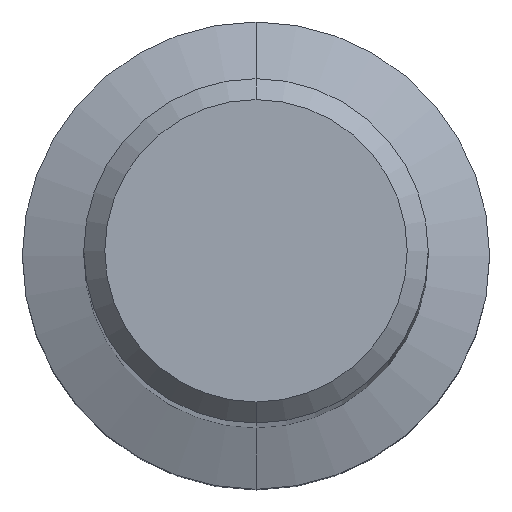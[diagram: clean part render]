
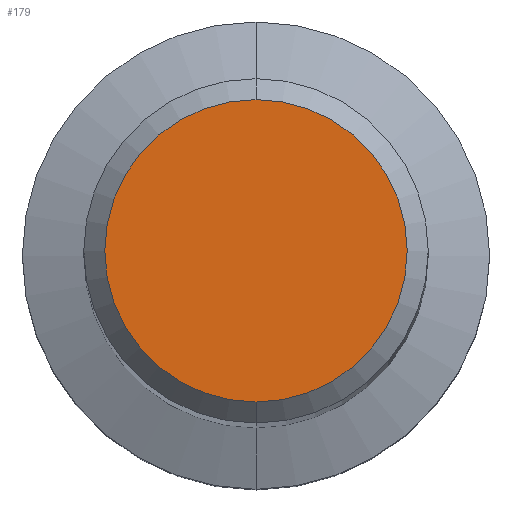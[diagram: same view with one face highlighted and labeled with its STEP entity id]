
A CAD part, top view. The second image highlights one B-rep face of the part: STEP entity #179.
In plain terms, the highlighted planar face has unit normal (0, 0, 1).
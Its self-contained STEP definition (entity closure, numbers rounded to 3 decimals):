
#133=VERTEX_POINT('',#333);
#169=EDGE_CURVE('',#133,#263,#375,.T.);
#179=ADVANCED_FACE('',(#387),#388,.T.);
#197=EDGE_CURVE('',#263,#133,#407,.T.);
#263=VERTEX_POINT('',#480);
#333=CARTESIAN_POINT('',(0.0,3.6,0.0));
#375=CIRCLE('',#605,3.6);
#387=FACE_OUTER_BOUND('',#620,.T.);
#388=PLANE('',#621);
#407=CIRCLE('',#651,3.6);
#480=CARTESIAN_POINT('',(0.,-3.6,0.0));
#605=AXIS2_PLACEMENT_3D('',#872,#873,#874);
#620=EDGE_LOOP('',(#896,#897));
#621=AXIS2_PLACEMENT_3D('',#898,#899,#900);
#651=AXIS2_PLACEMENT_3D('',#919,#920,#921);
#872=CARTESIAN_POINT('',(0.0,0.0,0.0));
#873=DIRECTION('',(0.0,0.0,-1.0));
#874=DIRECTION('',(0.0,1.0,0.0));
#896=ORIENTED_EDGE('',*,*,#169,.F.);
#897=ORIENTED_EDGE('',*,*,#197,.F.);
#898=CARTESIAN_POINT('',(0.0,1.8,0.0));
#899=DIRECTION('',(-0.0,0.0,1.0));
#900=DIRECTION('',(0.0,-1.0,0.0));
#919=CARTESIAN_POINT('',(0.0,0.0,0.0));
#920=DIRECTION('',(0.0,0.0,-1.0));
#921=DIRECTION('',(0.0,1.0,0.0));
